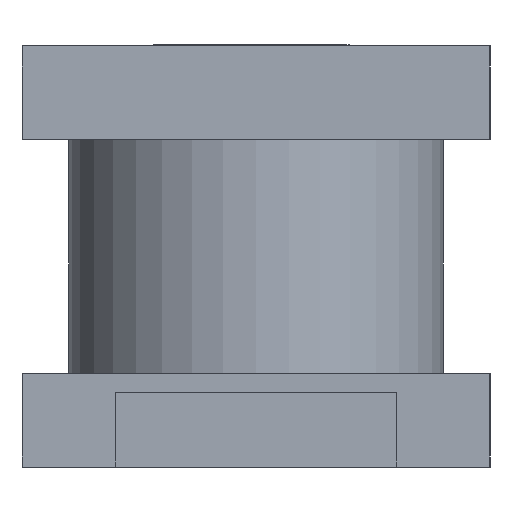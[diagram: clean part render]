
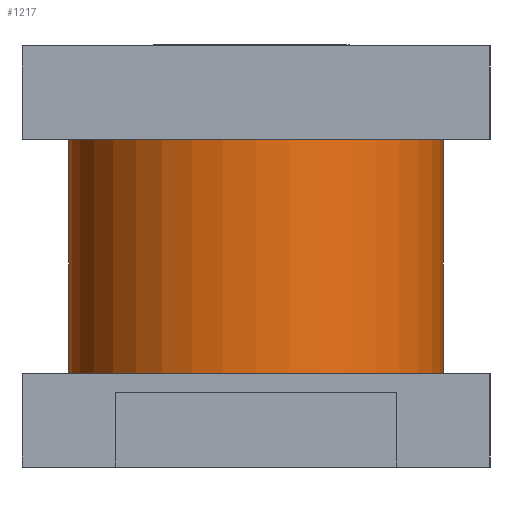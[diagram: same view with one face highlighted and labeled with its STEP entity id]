
A CAD part, left-side view. The second image highlights one B-rep face of the part: STEP entity #1217.
In plain terms, the highlighted cylindrical face has radius 2 mm (diameter 4 mm), a full revolution.
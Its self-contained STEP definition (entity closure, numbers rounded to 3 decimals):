
#14=CYLINDRICAL_SURFACE('',#1280,2.);
#15=CIRCLE('',#1278,2.);
#16=CIRCLE('',#1279,2.);
#17=CIRCLE('',#1281,2.);
#18=CIRCLE('',#1282,2.);
#151=FACE_OUTER_BOUND('',#221,.T.);
#221=EDGE_LOOP('',(#1046,#1047,#1048,#1049,#1050,#1051));
#339=LINE('',#2213,#460);
#460=VECTOR('',#1469,2.);
#581=VERTEX_POINT('',#2205);
#582=VERTEX_POINT('',#2206);
#583=VERTEX_POINT('',#2210);
#584=VERTEX_POINT('',#2211);
#745=EDGE_CURVE('',#581,#582,#15,.T.);
#746=EDGE_CURVE('',#582,#581,#16,.T.);
#747=EDGE_CURVE('',#583,#584,#17,.T.);
#748=EDGE_CURVE('',#584,#582,#339,.T.);
#749=EDGE_CURVE('',#584,#583,#18,.T.);
#1046=ORIENTED_EDGE('',*,*,#747,.T.);
#1047=ORIENTED_EDGE('',*,*,#748,.T.);
#1048=ORIENTED_EDGE('',*,*,#745,.F.);
#1049=ORIENTED_EDGE('',*,*,#746,.F.);
#1050=ORIENTED_EDGE('',*,*,#748,.F.);
#1051=ORIENTED_EDGE('',*,*,#749,.T.);
#1217=ADVANCED_FACE('',(#151),#14,.T.);
#1278=AXIS2_PLACEMENT_3D('',#2207,#1461,#1462);
#1279=AXIS2_PLACEMENT_3D('',#2208,#1463,#1464);
#1280=AXIS2_PLACEMENT_3D('',#2209,#1465,#1466);
#1281=AXIS2_PLACEMENT_3D('',#2212,#1467,#1468);
#1282=AXIS2_PLACEMENT_3D('',#2214,#1470,#1471);
#1461=DIRECTION('center_axis',(0.,0.,-1.));
#1462=DIRECTION('ref_axis',(1.,0.,0.));
#1463=DIRECTION('center_axis',(0.,0.,-1.));
#1464=DIRECTION('ref_axis',(1.,0.,0.));
#1465=DIRECTION('center_axis',(0.,0.,-1.));
#1466=DIRECTION('ref_axis',(0.,1.,0.));
#1467=DIRECTION('center_axis',(0.,0.,-1.));
#1468=DIRECTION('ref_axis',(1.,0.,0.));
#1469=DIRECTION('',(0.,0.,-1.));
#1470=DIRECTION('center_axis',(0.,0.,-1.));
#1471=DIRECTION('ref_axis',(1.,0.,0.));
#2205=CARTESIAN_POINT('',(0.,2.,1.));
#2206=CARTESIAN_POINT('',(0.,-2.,1.));
#2207=CARTESIAN_POINT('Origin',(0.,0.,1.));
#2208=CARTESIAN_POINT('Origin',(0.,0.,1.));
#2209=CARTESIAN_POINT('Origin',(0.,0.,2.25));
#2210=CARTESIAN_POINT('',(0.,2.,3.5));
#2211=CARTESIAN_POINT('',(0.,-2.,3.5));
#2212=CARTESIAN_POINT('Origin',(0.,0.,3.5));
#2213=CARTESIAN_POINT('',(0.,-2.,2.25));
#2214=CARTESIAN_POINT('Origin',(0.,0.,3.5));
